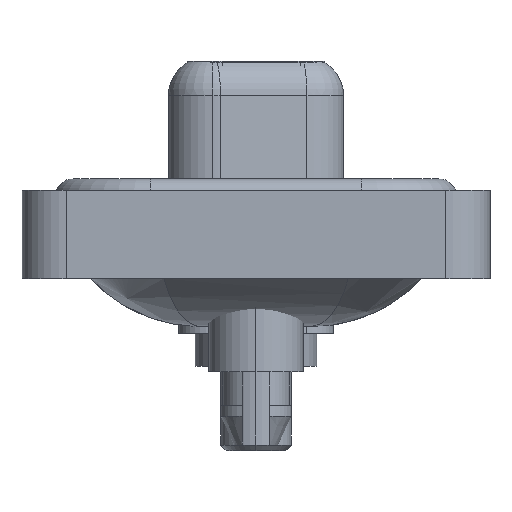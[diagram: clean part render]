
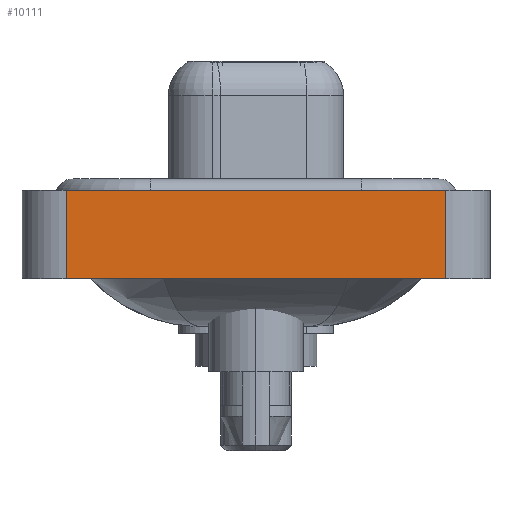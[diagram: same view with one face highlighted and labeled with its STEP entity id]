
A CAD part, left-side view. The second image highlights one B-rep face of the part: STEP entity #10111.
In plain terms, the highlighted planar face has unit normal (-1, 0, 0).
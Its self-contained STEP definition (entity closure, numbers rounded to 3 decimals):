
#624 = LINE ( 'NONE', #6405, #11023 ) ;
#1869 = DIRECTION ( 'NONE',  ( -1., 0., 0. ) ) ;
#2036 = ORIENTED_EDGE ( 'NONE', *, *, #5003, .T. ) ;
#2080 = VERTEX_POINT ( 'NONE', #6443 ) ;
#2303 = VECTOR ( 'NONE', #16982, 1000. ) ;
#2948 = LINE ( 'NONE', #14131, #2303 ) ;
#3092 = VECTOR ( 'NONE', #4149, 1000. ) ;
#3522 = CARTESIAN_POINT ( 'NONE',  ( -7.3, -8.55, -3.6 ) ) ;
#3915 = EDGE_CURVE ( 'NONE', #2080, #6110, #12576, .T. ) ;
#4149 = DIRECTION ( 'NONE',  ( 0., -1., 0. ) ) ;
#4488 = VERTEX_POINT ( 'NONE', #15925 ) ;
#4689 = EDGE_LOOP ( 'NONE', ( #5177, #16039, #13064, #2036 ) ) ;
#5003 = EDGE_CURVE ( 'NONE', #8189, #2080, #8450, .T. ) ;
#5135 = VECTOR ( 'NONE', #15347, 1000. ) ;
#5177 = ORIENTED_EDGE ( 'NONE', *, *, #3915, .T. ) ;
#5710 = FACE_OUTER_BOUND ( 'NONE', #4689, .T. ) ;
#5991 = PLANE ( 'NONE',  #11544 ) ;
#6110 = VERTEX_POINT ( 'NONE', #8943 ) ;
#6405 = CARTESIAN_POINT ( 'NONE',  ( -7.3, -8.55, 0.4 ) ) ;
#6443 = CARTESIAN_POINT ( 'NONE',  ( -7.3, -8.55, -3.6 ) ) ;
#8189 = VERTEX_POINT ( 'NONE', #13081 ) ;
#8450 = LINE ( 'NONE', #8544, #3092 ) ;
#8544 = CARTESIAN_POINT ( 'NONE',  ( -7.3, -8.55, -3.6 ) ) ;
#8943 = CARTESIAN_POINT ( 'NONE',  ( -7.3, -8.55, 0.4 ) ) ;
#8979 = DIRECTION ( 'NONE',  ( 0., -1., 0. ) ) ;
#9257 = EDGE_CURVE ( 'NONE', #4488, #6110, #624, .T. ) ;
#10111 = ADVANCED_FACE ( 'NONE', ( #5710 ), #5991, .T. ) ;
#11023 = VECTOR ( 'NONE', #8979, 1000. ) ;
#11544 = AXIS2_PLACEMENT_3D ( 'NONE', #3522, #1869, #17274 ) ;
#11867 = EDGE_CURVE ( 'NONE', #8189, #4488, #2948, .T. ) ;
#12576 = LINE ( 'NONE', #16552, #5135 ) ;
#13064 = ORIENTED_EDGE ( 'NONE', *, *, #11867, .F. ) ;
#13081 = CARTESIAN_POINT ( 'NONE',  ( -7.3, 8.55, -3.6 ) ) ;
#14131 = CARTESIAN_POINT ( 'NONE',  ( -7.3, 8.55, -3.6 ) ) ;
#15347 = DIRECTION ( 'NONE',  ( 0., 0., 1. ) ) ;
#15925 = CARTESIAN_POINT ( 'NONE',  ( -7.3, 8.55, 0.4 ) ) ;
#16039 = ORIENTED_EDGE ( 'NONE', *, *, #9257, .F. ) ;
#16552 = CARTESIAN_POINT ( 'NONE',  ( -7.3, -8.55, -3.6 ) ) ;
#16982 = DIRECTION ( 'NONE',  ( 0., 0., 1. ) ) ;
#17274 = DIRECTION ( 'NONE',  ( 0., 0., 1. ) ) ;
